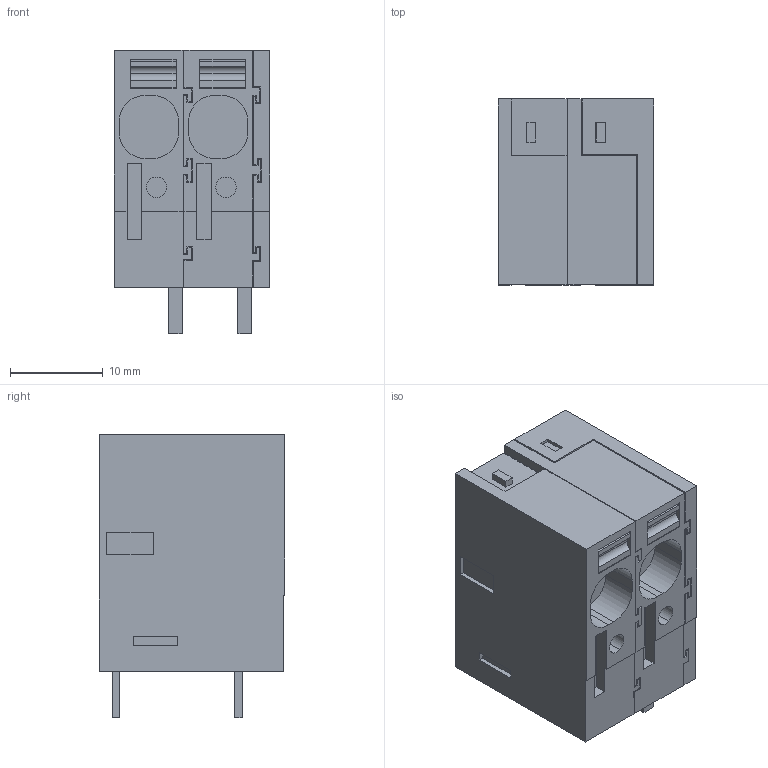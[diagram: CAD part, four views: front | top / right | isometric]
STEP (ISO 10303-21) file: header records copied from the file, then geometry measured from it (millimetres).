
FILE_DESCRIPTION(('CATIA V5R22 STEP214','CAx-IF Rec.Pracs.--- Model Styling and Organization---1.4--- 2014-01-23'),'2;1');
FILE_NAME ('D1462723_2_2473000000_2473000000.stp','2023-04-27T12:22:55+00:00',('none'),('Weidmueller'),'CATIA Version 5-6 Release 2016 SP3 HF44','CATIA V5 STEP AP214','none');
FILE_SCHEMA(('AUTOMOTIVE_DESIGN { 1 0 10303 214 1 1 1 1 }'));
Length unit declared in the file: millimetre
Products named in the file (1): 2473000000
Bounding box: 16.8 x 20.05 x 30.56 mm (x, y, z)
Volume: 7562.8 mm3; surface area: 3744 mm2
Topology: 5 solids, 5 shells, 353 faces, 997 edges, 669 vertices
Faces by surface type: plane 335, cylinder 18
Entity records: 11134 total; most frequent: ORIENTED_EDGE 1994, CARTESIAN_POINT 1935, DIRECTION 1527, EDGE_CURVE 997, VECTOR 959, LINE 959, VERTEX_POINT 669, EDGE_LOOP 370
